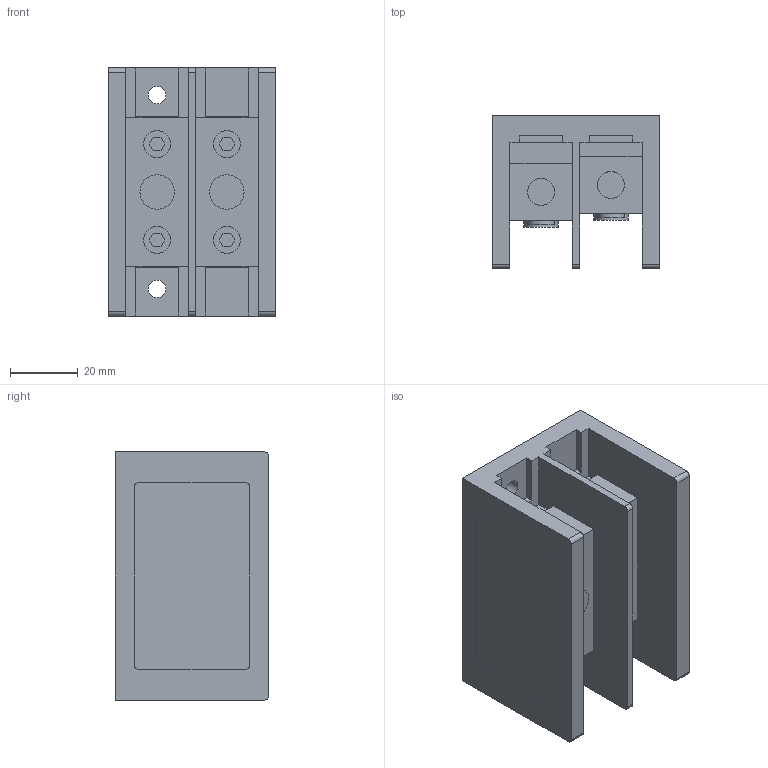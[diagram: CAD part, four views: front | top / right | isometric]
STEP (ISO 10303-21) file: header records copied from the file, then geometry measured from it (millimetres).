
FILE_DESCRIPTION(('starvars output'),'2;1');
FILE_NAME('9080LBA262101_3D.stp','13:29:56 2020/03/31',( 'Thomas Industrial Network Germany GmbH'),( 'Thomas Industrial Network Germany GmbH'),'unknown preprocess','ACIS' ,'unknown authorization');
FILE_SCHEMA(('AUTOMOTIVE_DESIGN_CC2 {UNKNOWN IMPLEMENTATION LEVEL}'));
Length unit declared in the file: millimetre
Products named in the file (1): PRODUCT_ID_21
Bounding box: 49.28 x 45.21 x 73.15 mm (x, y, z)
Volume: 92852.6 mm3; surface area: 26933.6 mm2
Topology: 1 solids, 1 shells, 123 faces, 318 edges, 212 vertices
Faces by surface type: plane 89, cylinder 34
Entity records: 4547 total; most frequent: ORIENTED_EDGE 636, CARTESIAN_POINT 597, DIRECTION 532, EDGE_CURVE 318, VECTOR 238, LINE 238, VERTEX_POINT 212, AXIS2_PLACEMENT_3D 147
